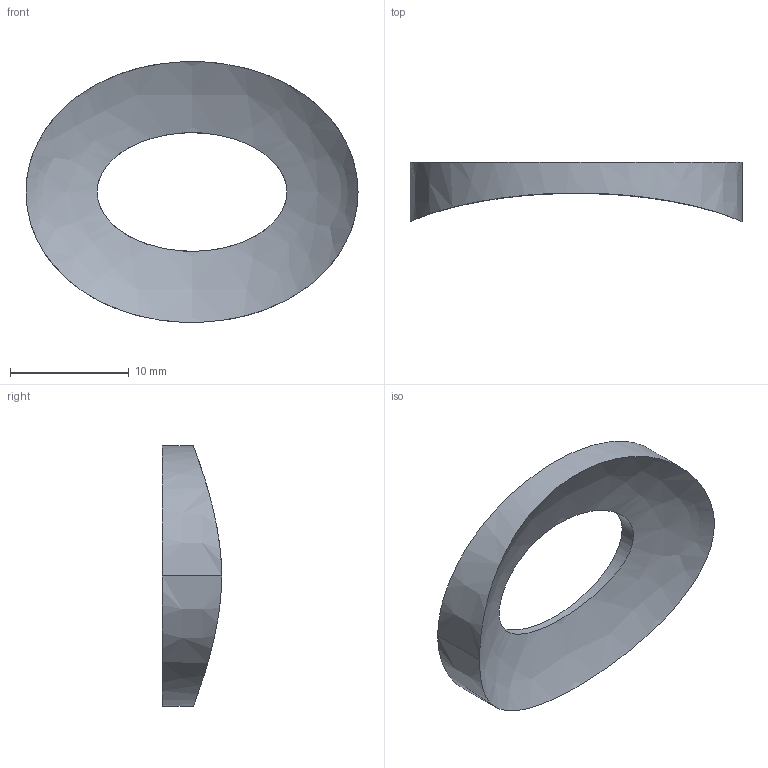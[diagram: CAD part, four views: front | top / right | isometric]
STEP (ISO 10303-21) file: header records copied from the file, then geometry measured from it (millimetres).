
FILE_DESCRIPTION(/* description */ (''),/* implementation_level */ '2;1');
FILE_NAME(/* name */ 'chamber_implant3_7pnt5mm.step',/* time_stamp */ '2022-12-19T10:54:27-06:00',/* author */ (''),/* organization */ (''),/* preprocessor_version */ 'ST-DEVELOPER v19.2',/* originating_system */ 'Autodesk Translation Framework v11.17.0.187',/* authorisation */ '');
FILE_SCHEMA (('AUTOMOTIVE_DESIGN { 1 0 10303 214 3 1 1 }'));
Length unit declared in the file: millimetre
Products named in the file (1): (Unsaved)
Bounding box: 28 x 5 x 22 mm (x, y, z)
Volume: 789.2 mm3; surface area: 1095.3 mm2
Topology: 1 solids, 1 shells, 6 faces, 12 edges, 8 vertices
Faces by surface type: bspline 5, plane 1
Entity records: 530 total; most frequent: CARTESIAN_POINT 383, ORIENTED_EDGE 24, EDGE_CURVE 12, DIRECTION 12, EDGE_LOOP 8, VERTEX_POINT 8, FACE_OUTER_BOUND 6, B_SPLINE_CURVE_WITH_KNOTS 6
